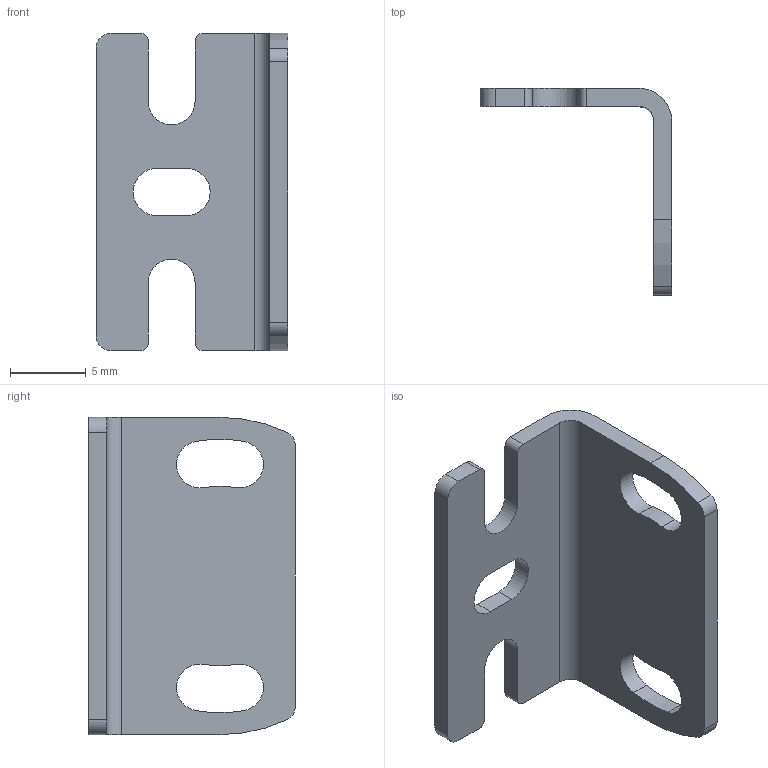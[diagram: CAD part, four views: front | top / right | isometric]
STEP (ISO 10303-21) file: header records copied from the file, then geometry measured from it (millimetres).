
FILE_DESCRIPTION((''),'2;1');
FILE_NAME('204135_ASM','2018-01-03T',('pdmadmin'),('BANNER ENGINEERING'),'CREO PARAMETRIC BY PTC INC, 2016260','CREO PARAMETRIC BY PTC INC, 2016260','');
FILE_SCHEMA(('CONFIG_CONTROL_DESIGN'));
Length unit declared in the file: millimetre
Products named in the file (2): 803492; 204135_ASM
Assembly tree (1 placements, depth 2):
  204135_ASM
    803492
Bounding box: 12.7 x 13.7 x 21 mm (x, y, z)
Volume: 514.9 mm3; surface area: 1041 mm2
Topology: 1 solids, 1 shells, 40 faces, 120 edges, 82 vertices
Faces by surface type: cylinder 24, plane 16
Entity records: 1465 total; most frequent: DIRECTION 260, CARTESIAN_POINT 245, ORIENTED_EDGE 240, EDGE_CURVE 120, AXIS2_PLACEMENT_3D 97, VERTEX_POINT 82, VECTOR 66, LINE 66
